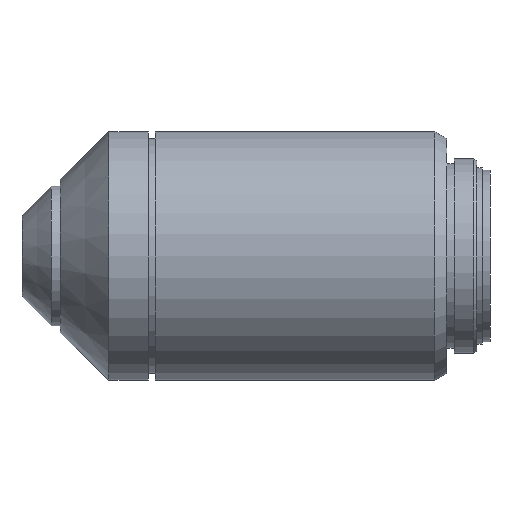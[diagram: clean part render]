
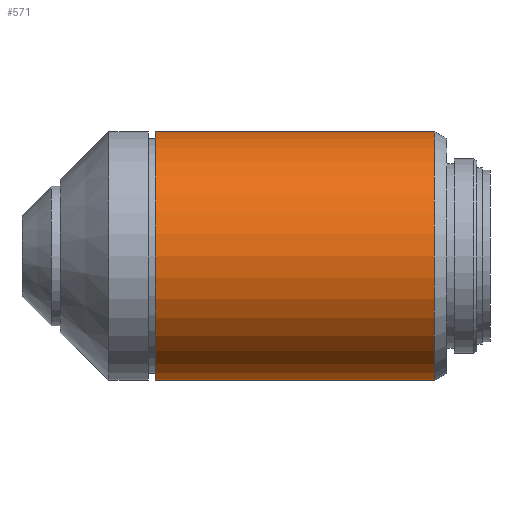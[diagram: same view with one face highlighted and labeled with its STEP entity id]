
A CAD part, front view. The second image highlights one B-rep face of the part: STEP entity #571.
In plain terms, the highlighted cylindrical face has radius 13 mm (diameter 26 mm), a partial arc.
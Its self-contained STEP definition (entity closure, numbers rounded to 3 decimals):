
#39 = ORIENTED_EDGE ( 'NONE', *, *, #850, .T. ) ;
#65 = DIRECTION ( 'NONE',  ( 1., 0., 0. ) ) ;
#66 = VERTEX_POINT ( 'NONE', #148 ) ;
#123 = DIRECTION ( 'NONE',  ( 0., 0., -1. ) ) ;
#142 = LINE ( 'NONE', #206, #238 ) ;
#148 = CARTESIAN_POINT ( 'NONE',  ( -34.95, 0., 13. ) ) ;
#158 = EDGE_CURVE ( 'NONE', #631, #443, #922, .T. ) ;
#161 = EDGE_LOOP ( 'NONE', ( #630, #39, #756, #899 ) ) ;
#164 = CARTESIAN_POINT ( 'NONE',  ( -5.799, 0., 0. ) ) ;
#189 = EDGE_CURVE ( 'NONE', #317, #443, #736, .T. ) ;
#206 = CARTESIAN_POINT ( 'NONE',  ( 29.855, 0., 13. ) ) ;
#231 = DIRECTION ( 'NONE',  ( 1., 0., 0. ) ) ;
#238 = VECTOR ( 'NONE', #407, 1000. ) ;
#267 = VECTOR ( 'NONE', #231, 1000. ) ;
#288 = AXIS2_PLACEMENT_3D ( 'NONE', #412, #548, #123 ) ;
#313 = CARTESIAN_POINT ( 'NONE',  ( 29.855, 0., -13. ) ) ;
#317 = VERTEX_POINT ( 'NONE', #605 ) ;
#333 = CYLINDRICAL_SURFACE ( 'NONE', #788, 13. ) ;
#407 = DIRECTION ( 'NONE',  ( 1., 0., 0. ) ) ;
#412 = CARTESIAN_POINT ( 'NONE',  ( -34.95, 0., 0. ) ) ;
#431 = FACE_OUTER_BOUND ( 'NONE', #161, .T. ) ;
#443 = VERTEX_POINT ( 'NONE', #555 ) ;
#449 = CIRCLE ( 'NONE', #288, 13. ) ;
#483 = CARTESIAN_POINT ( 'NONE',  ( 29.855, 0., 0. ) ) ;
#509 = DIRECTION ( 'NONE',  ( 1., 0., 0. ) ) ;
#548 = DIRECTION ( 'NONE',  ( 1., 0., 0. ) ) ;
#552 = AXIS2_PLACEMENT_3D ( 'NONE', #164, #509, #659 ) ;
#555 = CARTESIAN_POINT ( 'NONE',  ( -5.799, 0., -13. ) ) ;
#569 = DIRECTION ( 'NONE',  ( 0., 0., -1. ) ) ;
#571 = ADVANCED_FACE ( 'NONE', ( #431 ), #333, .T. ) ;
#605 = CARTESIAN_POINT ( 'NONE',  ( -34.95, 0., -13. ) ) ;
#630 = ORIENTED_EDGE ( 'NONE', *, *, #866, .F. ) ;
#631 = VERTEX_POINT ( 'NONE', #919 ) ;
#659 = DIRECTION ( 'NONE',  ( 0., 0., -1. ) ) ;
#736 = LINE ( 'NONE', #313, #267 ) ;
#756 = ORIENTED_EDGE ( 'NONE', *, *, #189, .T. ) ;
#788 = AXIS2_PLACEMENT_3D ( 'NONE', #483, #65, #569 ) ;
#850 = EDGE_CURVE ( 'NONE', #66, #317, #449, .T. ) ;
#866 = EDGE_CURVE ( 'NONE', #66, #631, #142, .T. ) ;
#899 = ORIENTED_EDGE ( 'NONE', *, *, #158, .F. ) ;
#919 = CARTESIAN_POINT ( 'NONE',  ( -5.799, 0., 13. ) ) ;
#922 = CIRCLE ( 'NONE', #552, 13. ) ;
